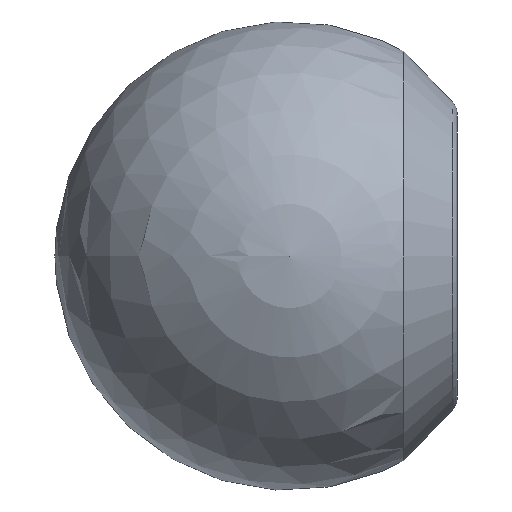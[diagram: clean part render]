
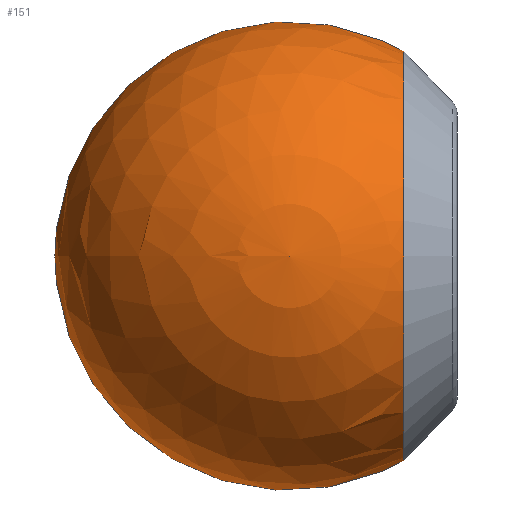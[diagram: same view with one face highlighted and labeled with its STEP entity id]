
A CAD part, left-side view. The second image highlights one B-rep face of the part: STEP entity #151.
In plain terms, the highlighted spherical face has radius 16 mm.
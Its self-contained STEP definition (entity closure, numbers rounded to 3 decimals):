
#15=SPHERICAL_SURFACE('',#194,16.);
#23=FACE_BOUND('',#41,.T.);
#31=FACE_OUTER_BOUND('',#40,.T.);
#40=EDGE_LOOP('',(#131,#132));
#41=EDGE_LOOP('',(#133));
#58=CIRCLE('',#193,13.956);
#59=CIRCLE('',#195,16.);
#75=VERTEX_POINT('',#292);
#76=VERTEX_POINT('',#296);
#77=VERTEX_POINT('',#297);
#95=EDGE_CURVE('',#75,#75,#58,.T.);
#97=EDGE_CURVE('',#76,#77,#59,.T.);
#131=ORIENTED_EDGE('',*,*,#97,.T.);
#132=ORIENTED_EDGE('',*,*,#97,.F.);
#133=ORIENTED_EDGE('',*,*,#95,.F.);
#151=ADVANCED_FACE('',(#31,#23),#15,.T.);
#193=AXIS2_PLACEMENT_3D('',#293,#242,#243);
#194=AXIS2_PLACEMENT_3D('',#295,#245,#246);
#195=AXIS2_PLACEMENT_3D('',#298,#247,#248);
#242=DIRECTION('center_axis',(0.,-1.,0.));
#243=DIRECTION('ref_axis',(0.,0.,-1.));
#245=DIRECTION('center_axis',(1.,0.,0.));
#246=DIRECTION('ref_axis',(0.,-1.,0.));
#247=DIRECTION('center_axis',(0.,0.,1.));
#248=DIRECTION('ref_axis',(0.,1.,0.));
#292=CARTESIAN_POINT('',(0.,-7.825,13.956));
#293=CARTESIAN_POINT('Origin',(0.,-7.825,0.));
#295=CARTESIAN_POINT('Origin',(0.,0.,0.));
#296=CARTESIAN_POINT('',(16.,0.,0.));
#297=CARTESIAN_POINT('',(-16.,0.,0.));
#298=CARTESIAN_POINT('Origin',(0.,0.,0.));
